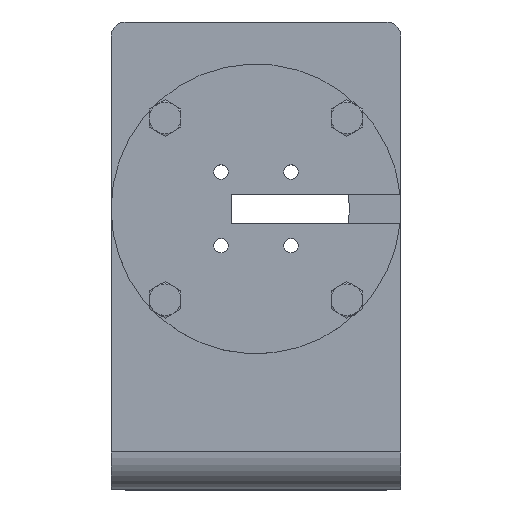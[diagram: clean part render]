
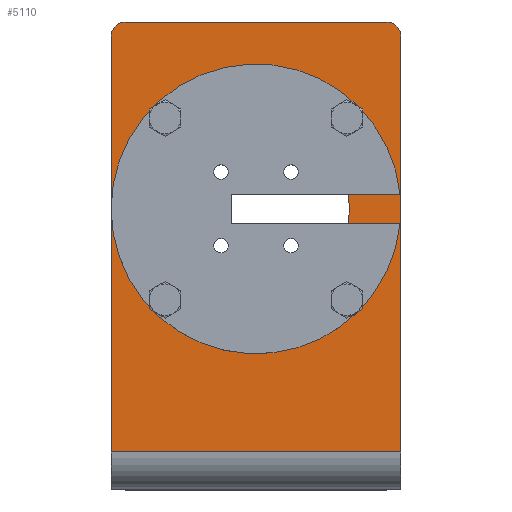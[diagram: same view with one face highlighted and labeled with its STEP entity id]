
A CAD part, top view. The second image highlights one B-rep face of the part: STEP entity #5110.
In plain terms, the highlighted planar face has unit normal (0, 0, 1).
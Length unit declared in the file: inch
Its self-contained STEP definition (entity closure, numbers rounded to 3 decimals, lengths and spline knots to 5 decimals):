
#5 = EDGE_CURVE ( 'NONE', #3918, #917, #3004, .T. ) ;
#26 = ORIENTED_EDGE ( 'NONE', *, *, #564, .T. ) ;
#42 = ORIENTED_EDGE ( 'NONE', *, *, #4639, .F. ) ;
#91 = ORIENTED_EDGE ( 'NONE', *, *, #2816, .T. ) ;
#99 = ORIENTED_EDGE ( 'NONE', *, *, #3276, .F. ) ;
#210 = VERTEX_POINT ( 'NONE', #2558 ) ;
#249 = DIRECTION ( 'NONE',  ( 0., 1., 0. ) ) ;
#275 = VERTEX_POINT ( 'NONE', #5537 ) ;
#304 = CARTESIAN_POINT ( 'NONE',  ( 1.98604, 3.21636, 0. ) ) ;
#316 = ORIENTED_EDGE ( 'NONE', *, *, #4884, .T. ) ;
#334 = VERTEX_POINT ( 'NONE', #1884 ) ;
#341 = ORIENTED_EDGE ( 'NONE', *, *, #423, .T. ) ;
#342 = DIRECTION ( 'NONE',  ( 0., 1., 0. ) ) ;
#347 = CARTESIAN_POINT ( 'NONE',  ( 2.44094, 0.31496, 0. ) ) ;
#423 = EDGE_CURVE ( 'NONE', #275, #1782, #2152, .T. ) ;
#480 = DIRECTION ( 'NONE',  ( 0., 0., -1. ) ) ;
#491 = AXIS2_PLACEMENT_3D ( 'NONE', #4331, #5969, #4011 ) ;
#513 = CARTESIAN_POINT ( 'NONE',  ( 1.98604, 1.59664, 0. ) ) ;
#520 = EDGE_CURVE ( 'NONE', #5976, #1810, #897, .T. ) ;
#564 = EDGE_CURVE ( 'NONE', #1810, #5976, #5283, .T. ) ;
#579 = CARTESIAN_POINT ( 'NONE',  ( 1.98604, 1.68522, 0. ) ) ;
#591 = CARTESIAN_POINT ( 'NONE',  ( 2.32283, 3.93701, 0. ) ) ;
#606 = CARTESIAN_POINT ( 'NONE',  ( 2.44094, 0.31496, 0. ) ) ;
#623 = DIRECTION ( 'NONE',  ( 0., 0., -1. ) ) ;
#673 = DIRECTION ( 'NONE',  ( 0., 0., -1. ) ) ;
#700 = DIRECTION ( 'NONE',  ( 0., 1., 0. ) ) ;
#704 = AXIS2_PLACEMENT_3D ( 'NONE', #5483, #480, #5453 ) ;
#805 = CARTESIAN_POINT ( 'NONE',  ( 0.4549, 3.03919, 0. ) ) ;
#854 = ORIENTED_EDGE ( 'NONE', *, *, #3861, .T. ) ;
#876 = DIRECTION ( 'NONE',  ( 0., 0., -1. ) ) ;
#897 = CIRCLE ( 'NONE', #4447, 0.08858 ) ;
#917 = VERTEX_POINT ( 'NONE', #805 ) ;
#967 = CARTESIAN_POINT ( 'NONE',  ( 1.98604, 1.59664, 0. ) ) ;
#1072 = DIRECTION ( 'NONE',  ( 0., 1., 0. ) ) ;
#1120 = DIRECTION ( 'NONE',  ( 0., 0., -1. ) ) ;
#1140 = DIRECTION ( 'NONE',  ( 0., 0., -1. ) ) ;
#1323 = VECTOR ( 'NONE', #4190, 39.37008 ) ;
#1332 = CARTESIAN_POINT ( 'NONE',  ( 2.44094, 0.31496, 0. ) ) ;
#1410 = CARTESIAN_POINT ( 'NONE',  ( 0.11811, 3.93701, 0. ) ) ;
#1433 = DIRECTION ( 'NONE',  ( -1., 0., 0. ) ) ;
#1459 = AXIS2_PLACEMENT_3D ( 'NONE', #2536, #1464, #5962 ) ;
#1464 = DIRECTION ( 'NONE',  ( 0., 0., -1. ) ) ;
#1565 = AXIS2_PLACEMENT_3D ( 'NONE', #4571, #623, #1072 ) ;
#1643 = FACE_BOUND ( 'NONE', #2520, .T. ) ;
#1681 = FACE_BOUND ( 'NONE', #1822, .T. ) ;
#1741 = FACE_BOUND ( 'NONE', #5362, .T. ) ;
#1782 = VERTEX_POINT ( 'NONE', #304 ) ;
#1810 = VERTEX_POINT ( 'NONE', #5830 ) ;
#1822 = EDGE_LOOP ( 'NONE', ( #4244, #341 ) ) ;
#1856 = ORIENTED_EDGE ( 'NONE', *, *, #2422, .F. ) ;
#1884 = CARTESIAN_POINT ( 'NONE',  ( 0., 0.31496, 0. ) ) ;
#1941 = AXIS2_PLACEMENT_3D ( 'NONE', #5647, #4074, #2087 ) ;
#1954 = LINE ( 'NONE', #5845, #4757 ) ;
#1975 = ORIENTED_EDGE ( 'NONE', *, *, #4591, .F. ) ;
#2011 = VERTEX_POINT ( 'NONE', #591 ) ;
#2014 = DIRECTION ( 'NONE',  ( 0., 1., 0. ) ) ;
#2087 = DIRECTION ( 'NONE',  ( 0., 1., 0. ) ) ;
#2152 = CIRCLE ( 'NONE', #4972, 0.08858 ) ;
#2284 = LINE ( 'NONE', #1332, #2387 ) ;
#2387 = VECTOR ( 'NONE', #3336, 39.37008 ) ;
#2405 = VERTEX_POINT ( 'NONE', #1410 ) ;
#2422 = EDGE_CURVE ( 'NONE', #5499, #2405, #4026, .T. ) ;
#2496 = CIRCLE ( 'NONE', #3123, 0.11811 ) ;
#2520 = EDGE_LOOP ( 'NONE', ( #6349, #26 ) ) ;
#2536 = CARTESIAN_POINT ( 'NONE',  ( 1.22047, 2.3622, 0. ) ) ;
#2552 = EDGE_LOOP ( 'NONE', ( #3011, #4573 ) ) ;
#2558 = CARTESIAN_POINT ( 'NONE',  ( 0.4549, 1.68522, 0. ) ) ;
#2562 = LINE ( 'NONE', #2627, #4467 ) ;
#2604 = VERTEX_POINT ( 'NONE', #3266 ) ;
#2627 = CARTESIAN_POINT ( 'NONE',  ( 0., 0.31496, 0. ) ) ;
#2816 = EDGE_CURVE ( 'NONE', #2011, #2405, #1954, .T. ) ;
#2844 = VERTEX_POINT ( 'NONE', #347 ) ;
#3004 = CIRCLE ( 'NONE', #704, 0.08858 ) ;
#3011 = ORIENTED_EDGE ( 'NONE', *, *, #4237, .T. ) ;
#3047 = CARTESIAN_POINT ( 'NONE',  ( 0.4549, 3.12777, 0. ) ) ;
#3123 = AXIS2_PLACEMENT_3D ( 'NONE', #5170, #1120, #5108 ) ;
#3129 = EDGE_CURVE ( 'NONE', #2604, #210, #6112, .T. ) ;
#3141 = DIRECTION ( 'NONE',  ( -1., 0., 0. ) ) ;
#3204 = FACE_BOUND ( 'NONE', #3718, .T. ) ;
#3266 = CARTESIAN_POINT ( 'NONE',  ( 0.4549, 1.50805, 0. ) ) ;
#3276 = EDGE_CURVE ( 'NONE', #2844, #334, #4123, .T. ) ;
#3309 = AXIS2_PLACEMENT_3D ( 'NONE', #5833, #4880, #3324 ) ;
#3324 = DIRECTION ( 'NONE',  ( 0., 1., 0. ) ) ;
#3336 = DIRECTION ( 'NONE',  ( 0., 1., 0. ) ) ;
#3515 = AXIS2_PLACEMENT_3D ( 'NONE', #3047, #4502, #4601 ) ;
#3553 = CARTESIAN_POINT ( 'NONE',  ( 0.4549, 3.21636, 0. ) ) ;
#3570 = VERTEX_POINT ( 'NONE', #5363 ) ;
#3582 = AXIS2_PLACEMENT_3D ( 'NONE', #5626, #1140, #3141 ) ;
#3630 = PLANE ( 'NONE',  #3582 ) ;
#3653 = CARTESIAN_POINT ( 'NONE',  ( 0.4549, 1.59664, 0. ) ) ;
#3718 = EDGE_LOOP ( 'NONE', ( #4820, #316 ) ) ;
#3845 = ORIENTED_EDGE ( 'NONE', *, *, #4305, .T. ) ;
#3861 = EDGE_CURVE ( 'NONE', #3570, #6427, #5929, .T. ) ;
#3889 = DIRECTION ( 'NONE',  ( 0., 1., 0. ) ) ;
#3918 = VERTEX_POINT ( 'NONE', #3553 ) ;
#3952 = DIRECTION ( 'NONE',  ( 0., 0., -1. ) ) ;
#4011 = DIRECTION ( 'NONE',  ( 0., 1., 0. ) ) ;
#4012 = DIRECTION ( 'NONE',  ( 0., 0., -1. ) ) ;
#4026 = CIRCLE ( 'NONE', #1941, 0.11811 ) ;
#4074 = DIRECTION ( 'NONE',  ( 0., 0., -1. ) ) ;
#4123 = LINE ( 'NONE', #606, #1323 ) ;
#4190 = DIRECTION ( 'NONE',  ( -1., 0., 0. ) ) ;
#4237 = EDGE_CURVE ( 'NONE', #210, #2604, #5826, .T. ) ;
#4244 = ORIENTED_EDGE ( 'NONE', *, *, #4921, .T. ) ;
#4305 = EDGE_CURVE ( 'NONE', #2844, #4567, #2284, .T. ) ;
#4331 = CARTESIAN_POINT ( 'NONE',  ( 1.22047, 2.3622, 0. ) ) ;
#4412 = EDGE_CURVE ( 'NONE', #6427, #3570, #6356, .T. ) ;
#4447 = AXIS2_PLACEMENT_3D ( 'NONE', #967, #4012, #2014 ) ;
#4467 = VECTOR ( 'NONE', #700, 39.37008 ) ;
#4502 = DIRECTION ( 'NONE',  ( 0., 0., -1. ) ) ;
#4558 = ORIENTED_EDGE ( 'NONE', *, *, #4412, .T. ) ;
#4567 = VERTEX_POINT ( 'NONE', #6091 ) ;
#4571 = CARTESIAN_POINT ( 'NONE',  ( 1.98604, 3.12777, 0. ) ) ;
#4573 = ORIENTED_EDGE ( 'NONE', *, *, #3129, .T. ) ;
#4591 = EDGE_CURVE ( 'NONE', #2011, #4567, #2496, .T. ) ;
#4601 = DIRECTION ( 'NONE',  ( 0., 1., 0. ) ) ;
#4632 = FACE_BOUND ( 'NONE', #2552, .T. ) ;
#4639 = EDGE_CURVE ( 'NONE', #334, #5499, #2562, .T. ) ;
#4757 = VECTOR ( 'NONE', #1433, 39.37008 ) ;
#4820 = ORIENTED_EDGE ( 'NONE', *, *, #5, .T. ) ;
#4880 = DIRECTION ( 'NONE',  ( 0., 0., -1. ) ) ;
#4884 = EDGE_CURVE ( 'NONE', #917, #3918, #5835, .T. ) ;
#4921 = EDGE_CURVE ( 'NONE', #1782, #275, #4989, .T. ) ;
#4924 = CARTESIAN_POINT ( 'NONE',  ( 1.22047, 3.14961, 0. ) ) ;
#4936 = EDGE_LOOP ( 'NONE', ( #1975, #91, #1856, #42, #99, #3845 ) ) ;
#4972 = AXIS2_PLACEMENT_3D ( 'NONE', #5817, #876, #249 ) ;
#4989 = CIRCLE ( 'NONE', #1565, 0.08858 ) ;
#5070 = AXIS2_PLACEMENT_3D ( 'NONE', #513, #3952, #3889 ) ;
#5108 = DIRECTION ( 'NONE',  ( 0., -1., 0. ) ) ;
#5110 = ADVANCED_FACE ( 'NONE', ( #6107, #1741, #3204, #4632, #1643, #1681 ), #3630, .F. ) ;
#5170 = CARTESIAN_POINT ( 'NONE',  ( 2.32283, 3.8189, 0. ) ) ;
#5283 = CIRCLE ( 'NONE', #5070, 0.08858 ) ;
#5362 = EDGE_LOOP ( 'NONE', ( #4558, #854 ) ) ;
#5363 = CARTESIAN_POINT ( 'NONE',  ( 1.22047, 1.5748, 0. ) ) ;
#5453 = DIRECTION ( 'NONE',  ( 0., 1., 0. ) ) ;
#5483 = CARTESIAN_POINT ( 'NONE',  ( 0.4549, 3.12777, 0. ) ) ;
#5499 = VERTEX_POINT ( 'NONE', #6014 ) ;
#5507 = AXIS2_PLACEMENT_3D ( 'NONE', #3653, #673, #342 ) ;
#5537 = CARTESIAN_POINT ( 'NONE',  ( 1.98604, 3.03919, 0. ) ) ;
#5626 = CARTESIAN_POINT ( 'NONE',  ( 2.44094, 0.31496, 0. ) ) ;
#5647 = CARTESIAN_POINT ( 'NONE',  ( 0.11811, 3.8189, 0. ) ) ;
#5817 = CARTESIAN_POINT ( 'NONE',  ( 1.98604, 3.12777, 0. ) ) ;
#5826 = CIRCLE ( 'NONE', #5507, 0.08858 ) ;
#5830 = CARTESIAN_POINT ( 'NONE',  ( 1.98604, 1.50805, 0. ) ) ;
#5833 = CARTESIAN_POINT ( 'NONE',  ( 0.4549, 1.59664, 0. ) ) ;
#5835 = CIRCLE ( 'NONE', #3515, 0.08858 ) ;
#5845 = CARTESIAN_POINT ( 'NONE',  ( 2.44094, 3.93701, 0. ) ) ;
#5929 = CIRCLE ( 'NONE', #491, 0.7874 ) ;
#5962 = DIRECTION ( 'NONE',  ( 0., 1., 0. ) ) ;
#5969 = DIRECTION ( 'NONE',  ( 0., 0., -1. ) ) ;
#5976 = VERTEX_POINT ( 'NONE', #579 ) ;
#6014 = CARTESIAN_POINT ( 'NONE',  ( 0., 3.8189, 0. ) ) ;
#6091 = CARTESIAN_POINT ( 'NONE',  ( 2.44094, 3.8189, 0. ) ) ;
#6107 = FACE_OUTER_BOUND ( 'NONE', #4936, .T. ) ;
#6112 = CIRCLE ( 'NONE', #3309, 0.08858 ) ;
#6349 = ORIENTED_EDGE ( 'NONE', *, *, #520, .T. ) ;
#6356 = CIRCLE ( 'NONE', #1459, 0.7874 ) ;
#6427 = VERTEX_POINT ( 'NONE', #4924 ) ;
